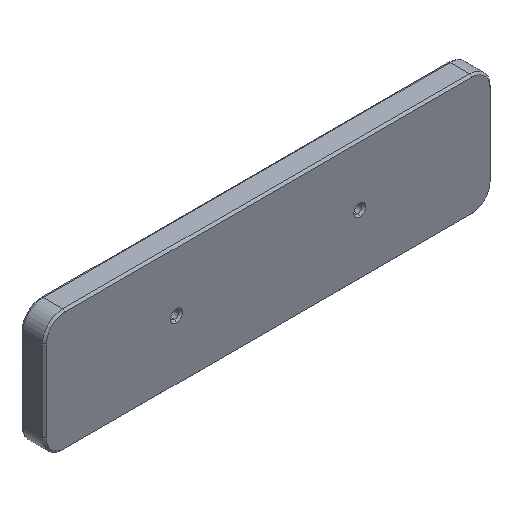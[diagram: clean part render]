
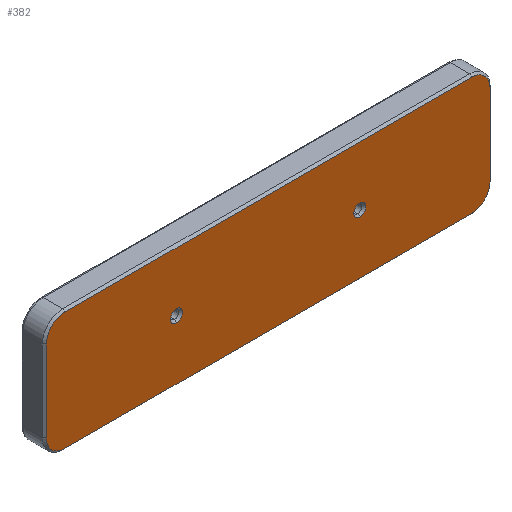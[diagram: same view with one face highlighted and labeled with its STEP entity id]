
A CAD part, isometric view. The second image highlights one B-rep face of the part: STEP entity #382.
In plain terms, the highlighted planar face has unit normal (0, -1, 0).
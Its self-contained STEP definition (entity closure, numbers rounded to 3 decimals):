
#10 = DIRECTION ( 'NONE',  ( 0., -1., 0. ) ) ;
#24 = CARTESIAN_POINT ( 'NONE',  ( 100., 0., 20. ) ) ;
#37 = CARTESIAN_POINT ( 'NONE',  ( 109., 0., -20. ) ) ;
#41 = EDGE_CURVE ( 'NONE', #582, #236, #223, .T. ) ;
#54 = LINE ( 'NONE', #436, #268 ) ;
#82 = CARTESIAN_POINT ( 'NONE',  ( 109., 0., 20. ) ) ;
#97 = CARTESIAN_POINT ( 'NONE',  ( 45., 0., 0. ) ) ;
#103 = EDGE_CURVE ( 'NONE', #1034, #887, #54, .T. ) ;
#106 = VECTOR ( 'NONE', #326, 1000. ) ;
#108 = VECTOR ( 'NONE', #325, 1000. ) ;
#132 = DIRECTION ( 'NONE',  ( 0., 0., -1. ) ) ;
#135 = ORIENTED_EDGE ( 'NONE', *, *, #953, .T. ) ;
#136 = CARTESIAN_POINT ( 'NONE',  ( 0., 0., 29. ) ) ;
#159 = CARTESIAN_POINT ( 'NONE',  ( -109., 0., -20. ) ) ;
#170 = EDGE_CURVE ( 'NONE', #217, #1074, #1036, .T. ) ;
#181 = FACE_BOUND ( 'NONE', #974, .T. ) ;
#208 = CIRCLE ( 'NONE', #579, 9. ) ;
#217 = VERTEX_POINT ( 'NONE', #1134 ) ;
#218 = DIRECTION ( 'NONE',  ( 0., -1., 0. ) ) ;
#222 = DIRECTION ( 'NONE',  ( 0., -1., 0. ) ) ;
#223 = LINE ( 'NONE', #1199, #108 ) ;
#224 = AXIS2_PLACEMENT_3D ( 'NONE', #1197, #222, #707 ) ;
#236 = VERTEX_POINT ( 'NONE', #1240 ) ;
#267 = EDGE_LOOP ( 'NONE', ( #438, #821 ) ) ;
#268 = VECTOR ( 'NONE', #415, 1000. ) ;
#285 = CARTESIAN_POINT ( 'NONE',  ( -109., 0., 0. ) ) ;
#286 = CIRCLE ( 'NONE', #787, 3. ) ;
#296 = CARTESIAN_POINT ( 'NONE',  ( -100., 0., 20. ) ) ;
#303 = EDGE_CURVE ( 'NONE', #987, #541, #863, .T. ) ;
#322 = EDGE_CURVE ( 'NONE', #236, #1034, #671, .T. ) ;
#325 = DIRECTION ( 'NONE',  ( 1., 0., 0. ) ) ;
#326 = DIRECTION ( 'NONE',  ( -1., 0., 0. ) ) ;
#329 = EDGE_CURVE ( 'NONE', #572, #772, #1099, .T. ) ;
#359 = DIRECTION ( 'NONE',  ( 0., 1., 0. ) ) ;
#365 = DIRECTION ( 'NONE',  ( 0., 0., -1. ) ) ;
#372 = AXIS2_PLACEMENT_3D ( 'NONE', #766, #10, #774 ) ;
#375 = ORIENTED_EDGE ( 'NONE', *, *, #329, .T. ) ;
#382 = ADVANCED_FACE ( 'NONE', ( #1049, #181, #571 ), #506, .T. ) ;
#388 = DIRECTION ( 'NONE',  ( 0., 0., -1. ) ) ;
#392 = ORIENTED_EDGE ( 'NONE', *, *, #1091, .T. ) ;
#394 = CIRCLE ( 'NONE', #1163, 3. ) ;
#400 = ORIENTED_EDGE ( 'NONE', *, *, #41, .T. ) ;
#415 = DIRECTION ( 'NONE',  ( 0., 0., 1. ) ) ;
#426 = AXIS2_PLACEMENT_3D ( 'NONE', #729, #650, #841 ) ;
#427 = ORIENTED_EDGE ( 'NONE', *, *, #692, .T. ) ;
#436 = CARTESIAN_POINT ( 'NONE',  ( 109., 0., 0. ) ) ;
#438 = ORIENTED_EDGE ( 'NONE', *, *, #170, .T. ) ;
#440 = CARTESIAN_POINT ( 'NONE',  ( -100., 0., -29. ) ) ;
#449 = CARTESIAN_POINT ( 'NONE',  ( 45., 0., 0. ) ) ;
#457 = VERTEX_POINT ( 'NONE', #993 ) ;
#478 = DIRECTION ( 'NONE',  ( 0., 0., -1. ) ) ;
#506 = PLANE ( 'NONE',  #224 ) ;
#509 = CARTESIAN_POINT ( 'NONE',  ( -45., 0., 3. ) ) ;
#541 = VERTEX_POINT ( 'NONE', #159 ) ;
#554 = AXIS2_PLACEMENT_3D ( 'NONE', #97, #1071, #478 ) ;
#571 = FACE_BOUND ( 'NONE', #267, .T. ) ;
#572 = VERTEX_POINT ( 'NONE', #1204 ) ;
#578 = DIRECTION ( 'NONE',  ( 0., 0., -1. ) ) ;
#579 = AXIS2_PLACEMENT_3D ( 'NONE', #296, #1167, #388 ) ;
#582 = VERTEX_POINT ( 'NONE', #440 ) ;
#600 = LINE ( 'NONE', #136, #106 ) ;
#621 = ORIENTED_EDGE ( 'NONE', *, *, #103, .T. ) ;
#628 = DIRECTION ( 'NONE',  ( 0., -1., 0. ) ) ;
#650 = DIRECTION ( 'NONE',  ( 0., 1., 0. ) ) ;
#671 = CIRCLE ( 'NONE', #372, 9. ) ;
#672 = AXIS2_PLACEMENT_3D ( 'NONE', #996, #628, #1185 ) ;
#690 = ORIENTED_EDGE ( 'NONE', *, *, #322, .T. ) ;
#692 = EDGE_CURVE ( 'NONE', #541, #582, #1220, .T. ) ;
#707 = DIRECTION ( 'NONE',  ( 0., 0., -1. ) ) ;
#726 = ORIENTED_EDGE ( 'NONE', *, *, #1162, .T. ) ;
#729 = CARTESIAN_POINT ( 'NONE',  ( -45., 0., 0. ) ) ;
#730 = DIRECTION ( 'NONE',  ( 0., 1., 0. ) ) ;
#732 = VECTOR ( 'NONE', #578, 1000. ) ;
#741 = CARTESIAN_POINT ( 'NONE',  ( 45., 0., 3. ) ) ;
#766 = CARTESIAN_POINT ( 'NONE',  ( 100., 0., -20. ) ) ;
#772 = VERTEX_POINT ( 'NONE', #741 ) ;
#774 = DIRECTION ( 'NONE',  ( 0., 0., -1. ) ) ;
#783 = CARTESIAN_POINT ( 'NONE',  ( -109., 0., 20. ) ) ;
#787 = AXIS2_PLACEMENT_3D ( 'NONE', #449, #730, #1135 ) ;
#821 = ORIENTED_EDGE ( 'NONE', *, *, #869, .T. ) ;
#837 = EDGE_LOOP ( 'NONE', ( #621, #937, #392, #135, #1166, #427, #400, #690 ) ) ;
#841 = DIRECTION ( 'NONE',  ( 0., 0., -1. ) ) ;
#863 = LINE ( 'NONE', #285, #732 ) ;
#869 = EDGE_CURVE ( 'NONE', #1074, #217, #394, .T. ) ;
#887 = VERTEX_POINT ( 'NONE', #82 ) ;
#937 = ORIENTED_EDGE ( 'NONE', *, *, #1065, .T. ) ;
#953 = EDGE_CURVE ( 'NONE', #1126, #987, #208, .T. ) ;
#974 = EDGE_LOOP ( 'NONE', ( #375, #726 ) ) ;
#987 = VERTEX_POINT ( 'NONE', #783 ) ;
#993 = CARTESIAN_POINT ( 'NONE',  ( 100., 0., 29. ) ) ;
#996 = CARTESIAN_POINT ( 'NONE',  ( -100., 0., -20. ) ) ;
#1034 = VERTEX_POINT ( 'NONE', #37 ) ;
#1036 = CIRCLE ( 'NONE', #426, 3. ) ;
#1049 = FACE_OUTER_BOUND ( 'NONE', #837, .T. ) ;
#1065 = EDGE_CURVE ( 'NONE', #887, #457, #1080, .T. ) ;
#1071 = DIRECTION ( 'NONE',  ( 0., 1., 0. ) ) ;
#1074 = VERTEX_POINT ( 'NONE', #509 ) ;
#1080 = CIRCLE ( 'NONE', #1122, 9. ) ;
#1091 = EDGE_CURVE ( 'NONE', #457, #1126, #600, .T. ) ;
#1099 = CIRCLE ( 'NONE', #554, 3. ) ;
#1122 = AXIS2_PLACEMENT_3D ( 'NONE', #24, #218, #132 ) ;
#1126 = VERTEX_POINT ( 'NONE', #1183 ) ;
#1134 = CARTESIAN_POINT ( 'NONE',  ( -45., 0., -3. ) ) ;
#1135 = DIRECTION ( 'NONE',  ( 0., 0., -1. ) ) ;
#1137 = CARTESIAN_POINT ( 'NONE',  ( -45., 0., 0. ) ) ;
#1162 = EDGE_CURVE ( 'NONE', #772, #572, #286, .T. ) ;
#1163 = AXIS2_PLACEMENT_3D ( 'NONE', #1137, #359, #365 ) ;
#1166 = ORIENTED_EDGE ( 'NONE', *, *, #303, .T. ) ;
#1167 = DIRECTION ( 'NONE',  ( 0., -1., 0. ) ) ;
#1183 = CARTESIAN_POINT ( 'NONE',  ( -100., 0., 29. ) ) ;
#1185 = DIRECTION ( 'NONE',  ( 0., 0., -1. ) ) ;
#1197 = CARTESIAN_POINT ( 'NONE',  ( 0., 0., 0. ) ) ;
#1199 = CARTESIAN_POINT ( 'NONE',  ( 0., 0., -29. ) ) ;
#1204 = CARTESIAN_POINT ( 'NONE',  ( 45., 0., -3. ) ) ;
#1220 = CIRCLE ( 'NONE', #672, 9. ) ;
#1240 = CARTESIAN_POINT ( 'NONE',  ( 100., 0., -29. ) ) ;
